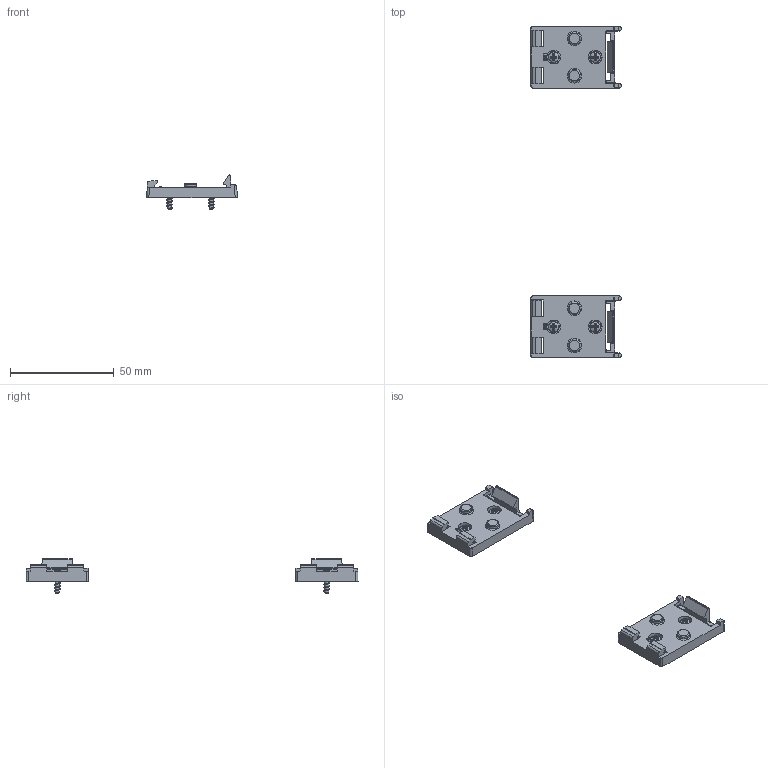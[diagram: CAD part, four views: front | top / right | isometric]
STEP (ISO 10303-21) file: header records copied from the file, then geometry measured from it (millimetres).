
FILE_DESCRIPTION((''),'2;1');
FILE_NAME('20035000_TSH 35-2.stp','2010-01-15T12:47:44',('haertel'),(''),'Autodesk Inventor 2010','Autodesk Inventor 2010','');
FILE_SCHEMA(('AUTOMOTIVE_DESIGN { 1 0 10303 214 1 1 1 1 }'));
Length unit declared in the file: millimetre
Products named in the file (3): 20035000_TSH 35-2; PART1; SHR Z KA30x8 WN 1412 mG_3Dsym
Assembly tree (6 placements, depth 2):
  20035000_TSH 35-2
    PART1  x2
    SHR Z KA30x8 WN 1412 mG_3Dsym  x4
Bounding box: 43.5 x 160.02 x 16.4 mm (x, y, z)
Volume: 8392.8 mm3; surface area: 9903.3 mm2
Topology: 6 solids, 6 shells, 694 faces, 1792 edges, 1052 vertices
Faces by surface type: plane 252, cylinder 174, bspline 160, torus 68, cone 40
Full cylindrical faces by diameter (mm): 5.3 x4
Entity records: 13830 total; most frequent: CARTESIAN_POINT 6761, ORIENTED_EDGE 1466, DIRECTION 1433, EDGE_CURVE 733, AXIS2_PLACEMENT_3D 537, VERTEX_POINT 455, VECTOR 359, LINE 359
